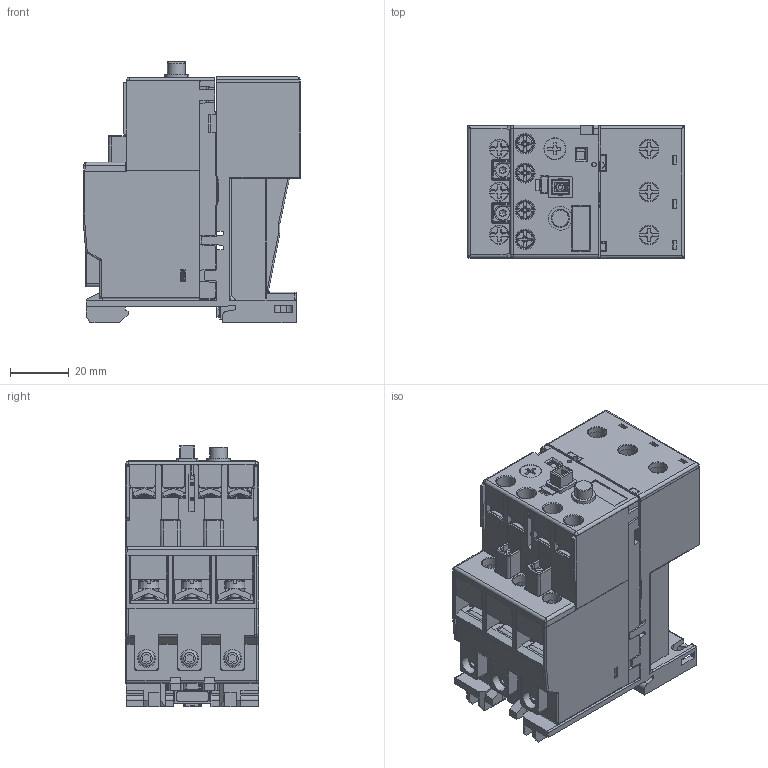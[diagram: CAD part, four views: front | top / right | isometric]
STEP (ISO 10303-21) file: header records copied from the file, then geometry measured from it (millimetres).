
FILE_DESCRIPTION(/* description */ (''),/* implementation_level */ '2;1');
FILE_NAME(/* name */ '3D_ RFX3804.stp',/* time_stamp */ '2024-05-14T15:05:21+02:00',/* author */ (''),/* organization */ (''),/* preprocessor_version */ 'ST-DEVELOPER v16.7',/* originating_system */ 'SIEMENS PLM Software NX 12.0',/* authorisation */ '');
FILE_SCHEMA (('AP203_CONFIGURATION_CONTROLLED_3D_DESIGN_OF_MECHANICAL_PARTS_AND_ASSEMBLIES_MIM_LF { 1 0 10303 403 2 1 2}'));
Products named in the file (1): Ferr3B58A4C0gqrt
Bounding box: 73.7 x 45.19 x 88.9 mm (x, y, z)
Surface area: 78087.5 mm2 (no closed solid volume)
Topology: 0 solids, 160 shells, 2205 faces, 9052 edges, 6738 vertices
Faces by surface type: plane 1353, cylinder 571, torus 101, cone 87, bspline 83, sphere 10
Full cylindrical faces by diameter (mm): 1.5 x4, 1.7 x1, 2 x5, 2.85 x4, 3.175 x1, 3.2 x5, 3.48 x4, 3.54 x4, 4 x6, 4.02 x9, 4.7 x1, 4.8 x1, 5.5 x3, 6 x4, 6.1 x3, 6.2 x7, 7.5 x1, 9.5 x3, 10 x3
Entity records: 103124 total; most frequent: CARTESIAN_POINT 29224, DIRECTION 14686, ORIENTED_EDGE 13450, EDGE_CURVE 8865, VERTEX_POINT 6705, LINE 6198, VECTOR 6198, AXIS2_PLACEMENT_3D 4244
